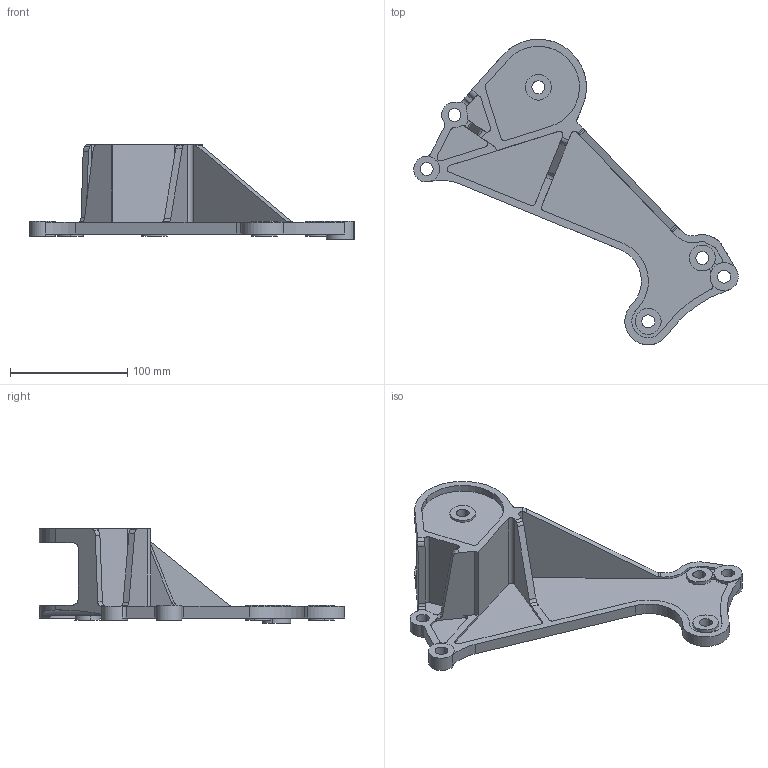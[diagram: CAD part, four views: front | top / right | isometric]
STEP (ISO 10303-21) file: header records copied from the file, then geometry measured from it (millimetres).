
FILE_DESCRIPTION(('produced by SPATIAL CORP'),'2;1');
FILE_NAME('daratech.hh.sat.stp', '2002-04-22T18:05:44+00:00',('SPATIAL CORP'),('SPATIAL CORP'), 'ACIS STEP Husk','http://www.spatial.com','SPATIAL CORP');
FILE_SCHEMA(('CONFIG_CONTROL_DESIGN'));
Length unit declared in the file: millimetre
Products named in the file (1): PRODUCT_ID_1
Bounding box: 277.21 x 260.79 x 81.15 mm (x, y, z)
Volume: 340325.8 mm3; surface area: 111459.4 mm2
Topology: 1 solids, 1 shells, 211 faces, 604 edges, 399 vertices
Faces by surface type: cylinder 131, plane 78, sphere 2
Entity records: 6565 total; most frequent: ORIENTED_EDGE 1204, CARTESIAN_POINT 1159, DIRECTION 1061, EDGE_CURVE 602, VERTEX_POINT 399, AXIS2_PLACEMENT_3D 377, VECTOR 307, LINE 307
